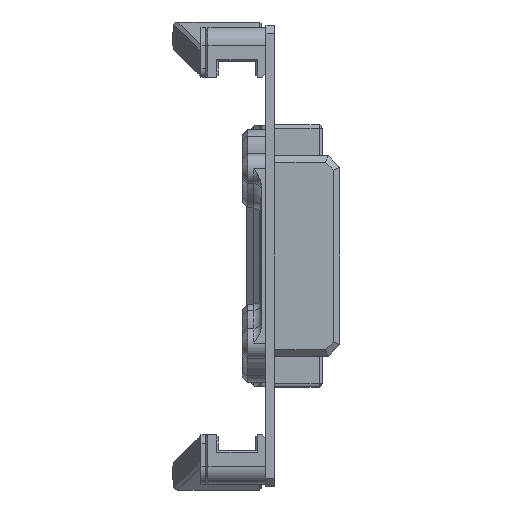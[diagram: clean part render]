
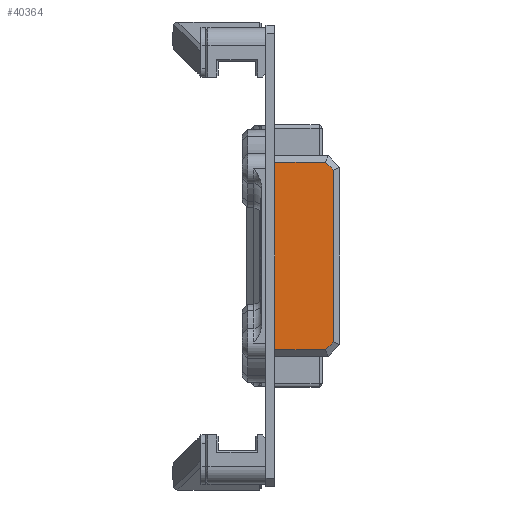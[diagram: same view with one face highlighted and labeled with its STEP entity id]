
A CAD part, left-side view. The second image highlights one B-rep face of the part: STEP entity #40364.
In plain terms, the highlighted planar face has unit normal (-1, 0, 0).
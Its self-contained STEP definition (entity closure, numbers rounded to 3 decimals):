
#161=DIRECTION('',(0.,0.,1.));
#162=VECTOR('',#161,43.);
#163=CARTESIAN_POINT('',(-11.,0.,-21.5));
#164=LINE('',#163,#162);
#12903=DIRECTION('',(0.,0.707,0.707));
#12904=VECTOR('',#12903,2.576);
#12905=CARTESIAN_POINT('',(-11.,-13.5,19.679));
#12906=LINE('',#12905,#12904);
#12907=DIRECTION('',(0.,0.,-1.));
#12908=VECTOR('',#12907,39.357);
#12909=CARTESIAN_POINT('',(-11.,-13.5,19.679));
#12910=LINE('',#12909,#12908);
#12911=DIRECTION('',(0.,-0.707,0.707));
#12912=VECTOR('',#12911,2.576);
#12913=CARTESIAN_POINT('',(-11.,-11.679,-21.5));
#12914=LINE('',#12913,#12912);
#12915=DIRECTION('',(0.,1.,0.));
#12916=VECTOR('',#12915,11.679);
#12917=CARTESIAN_POINT('',(-11.,-11.679,-21.5));
#12918=LINE('',#12917,#12916);
#12919=DIRECTION('',(0.,1.,0.));
#12920=VECTOR('',#12919,11.679);
#12921=CARTESIAN_POINT('',(-11.,-11.679,21.5));
#12922=LINE('',#12921,#12920);
#20711=CARTESIAN_POINT('',(-11.,-11.679,-21.5));
#20712=CARTESIAN_POINT('',(-11.,-13.5,-19.679));
#20713=VERTEX_POINT('',#20711);
#20714=VERTEX_POINT('',#20712);
#20719=CARTESIAN_POINT('',(-11.,-13.5,19.679));
#20720=VERTEX_POINT('',#20719);
#20725=CARTESIAN_POINT('',(-11.,-11.679,21.5));
#20726=VERTEX_POINT('',#20725);
#20857=CARTESIAN_POINT('',(-11.,0.,-21.5));
#20858=CARTESIAN_POINT('',(-11.,0.,21.5));
#20859=VERTEX_POINT('',#20857);
#20860=VERTEX_POINT('',#20858);
#40347=CARTESIAN_POINT('',(-11.,0.,0.));
#40348=DIRECTION('',(-1.,0.,0.));
#40349=DIRECTION('',(0.,0.,1.));
#40350=AXIS2_PLACEMENT_3D('',#40347,#40348,#40349);
#40351=PLANE('',#40350);
#40352=ORIENTED_EDGE('',*,*,#23143,.T.);
#40354=ORIENTED_EDGE('',*,*,#40353,.F.);
#40356=ORIENTED_EDGE('',*,*,#40355,.F.);
#40358=ORIENTED_EDGE('',*,*,#40357,.T.);
#40360=ORIENTED_EDGE('',*,*,#40359,.F.);
#40361=ORIENTED_EDGE('',*,*,#40339,.T.);
#40362=EDGE_LOOP('',(#40352,#40354,#40356,#40358,#40360,#40361));
#40363=FACE_OUTER_BOUND('',#40362,.F.);
#40364=ADVANCED_FACE('',(#40363),#40351,.T.);
#23143=EDGE_CURVE('',#20859,#20860,#164,.T.);
#40339=EDGE_CURVE('',#20713,#20859,#12918,.T.);
#40353=EDGE_CURVE('',#20726,#20860,#12922,.T.);
#40355=EDGE_CURVE('',#20720,#20726,#12906,.T.);
#40357=EDGE_CURVE('',#20720,#20714,#12910,.T.);
#40359=EDGE_CURVE('',#20713,#20714,#12914,.T.);
